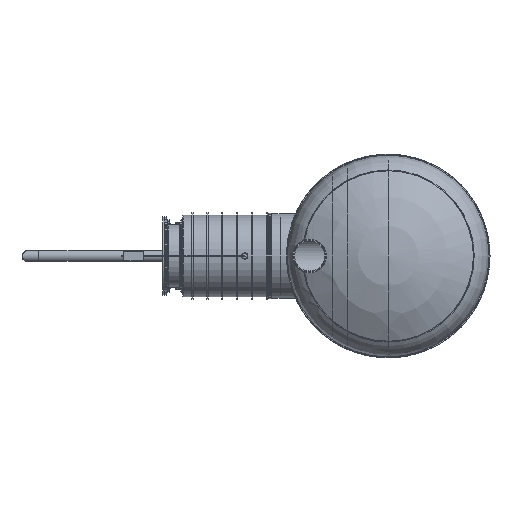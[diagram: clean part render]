
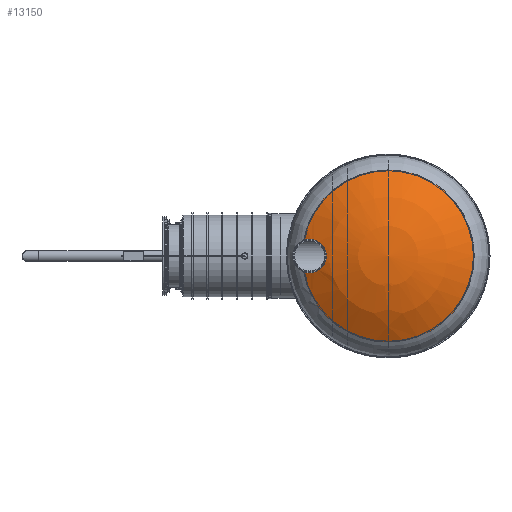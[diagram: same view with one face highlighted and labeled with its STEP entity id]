
A CAD part, left-side view. The second image highlights one B-rep face of the part: STEP entity #13150.
In plain terms, the highlighted spherical face has radius 1615 mm.
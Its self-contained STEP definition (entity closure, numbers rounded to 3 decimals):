
#89=SPHERICAL_SURFACE('',#14853,1615.);
#2358=CIRCLE('',#14852,865.165);
#3228=ORIENTED_EDGE('',*,*,#6540,.F.);
#3229=ORIENTED_EDGE('',*,*,#6542,.T.);
#6540=EDGE_CURVE('',#8222,#8223,#2358,.T.);
#6542=EDGE_CURVE('',#8222,#8223,#9444,.T.);
#8222=VERTEX_POINT('',#21388);
#8223=VERTEX_POINT('',#21389);
#9444=B_SPLINE_CURVE_WITH_KNOTS('',3,(#21421,#21422,#21423,#21424,#21425,
#21426,#21427,#21428,#21429,#21430,#21431,#21432,#21433,#21434,#21435,#21436,
#21437,#21438,#21439,#21440,#21441,#21442,#21443,#21444,#21445,#21446,#21447,
#21448,#21449,#21450,#21451,#21452,#21453,#21454,#21455,#21456,#21457,#21458,
#21459,#21460,#21461,#21462,#21463,#21464,#21465,#21466,#21467,#21468,#21469,
#21470,#21471),.UNSPECIFIED.,.F.,.F.,(4,1,1,1,1,1,1,1,1,1,1,1,1,1,1,1,1,
1,1,1,1,1,1,1,1,1,1,1,1,1,1,1,1,1,1,1,1,1,1,1,1,1,1,1,1,1,1,1,4),(0.,
0.021,0.042,0.063,0.073,
0.084,0.105,0.126,0.136,
0.147,0.157,0.168,0.189,0.21,
0.22,0.231,0.252,0.273,
0.283,0.294,0.314,0.325,
0.335,0.346,0.356,0.367,
0.377,0.388,0.398,0.409,
0.419,0.43,0.44,0.461,
0.482,0.503,0.514,0.524,
0.535,0.545,0.566,0.577,
0.587,0.598,0.608,0.629,
0.65,0.66,0.671),.UNSPECIFIED.);
#9821=EDGE_LOOP('',(#3228,#3229));
#11351=FACE_BOUND('',#9821,.T.);
#13150=ADVANCED_FACE('',(#11351),#89,.T.);
#14852=AXIS2_PLACEMENT_3D('',#21387,#16771,#16772);
#14853=AXIS2_PLACEMENT_3D('',#21420,#16773,#16774);
#16771=DIRECTION('',(0.,0.,-1.));
#16772=DIRECTION('',(-1.,0.,0.));
#16773=DIRECTION('',(0.,0.,-1.));
#16774=DIRECTION('',(-1.,0.,0.));
#21387=CARTESIAN_POINT('',(0.,0.,-251.287));
#21388=CARTESIAN_POINT('',(144.333,853.041,-251.287));
#21389=CARTESIAN_POINT('',(-144.333,853.041,-251.287));
#21420=CARTESIAN_POINT('',(0.,0.,-1615.));
#21421=CARTESIAN_POINT('',(144.333,853.041,-251.287));
#21422=CARTESIAN_POINT('',(146.853,847.272,-247.945));
#21423=CARTESIAN_POINT('',(151.125,835.613,-241.215));
#21424=CARTESIAN_POINT('',(155.388,817.787,-231.002));
#21425=CARTESIAN_POINT('',(157.199,802.651,-222.394));
#21426=CARTESIAN_POINT('',(157.591,790.385,-215.457));
#21427=CARTESIAN_POINT('',(157.254,777.964,-208.459));
#21428=CARTESIAN_POINT('',(155.472,762.648,-199.878));
#21429=CARTESIAN_POINT('',(151.916,747.627,-191.523));
#21430=CARTESIAN_POINT('',(147.978,735.794,-184.975));
#21431=CARTESIAN_POINT('',(144.458,727.005,-180.128));
#21432=CARTESIAN_POINT('',(140.366,718.347,-175.369));
#21433=CARTESIAN_POINT('',(134.249,707.211,-169.268));
#21434=CARTESIAN_POINT('',(125.323,693.958,-162.042));
#21435=CARTESIAN_POINT('',(114.672,681.676,-155.383));
#21436=CARTESIAN_POINT('',(104.97,672.435,-150.393));
#21437=CARTESIAN_POINT('',(94.709,663.847,-145.766));
#21438=CARTESIAN_POINT('',(80.874,654.346,-140.665));
#21439=CARTESIAN_POINT('',(65.655,646.538,-136.49));
#21440=CARTESIAN_POINT('',(52.557,641.403,-133.75));
#21441=CARTESIAN_POINT('',(39.255,637.193,-131.505));
#21442=CARTESIAN_POINT('',(25.569,634.311,-129.972));
#21443=CARTESIAN_POINT('',(11.512,632.8,-129.168));
#21444=CARTESIAN_POINT('',(0.765,632.381,-128.946));
#21445=CARTESIAN_POINT('',(-9.839,632.689,-129.11));
#21446=CARTESIAN_POINT('',(-20.361,633.703,-129.649));
#21447=CARTESIAN_POINT('',(-30.773,635.414,-130.559));
#21448=CARTESIAN_POINT('',(-41.131,637.842,-131.852));
#21449=CARTESIAN_POINT('',(-51.227,640.941,-133.503));
#21450=CARTESIAN_POINT('',(-60.957,644.651,-135.483));
#21451=CARTESIAN_POINT('',(-70.362,648.965,-137.788));
#21452=CARTESIAN_POINT('',(-79.439,653.87,-140.413));
#21453=CARTESIAN_POINT('',(-88.182,659.366,-143.36));
#21454=CARTESIAN_POINT('',(-99.127,667.286,-147.616));
#21455=CARTESIAN_POINT('',(-111.612,678.278,-153.542));
#21456=CARTESIAN_POINT('',(-124.77,693.216,-161.638));
#21457=CARTESIAN_POINT('',(-133.824,706.523,-168.892));
#21458=CARTESIAN_POINT('',(-140.019,717.672,-174.999));
#21459=CARTESIAN_POINT('',(-144.144,726.288,-179.733));
#21460=CARTESIAN_POINT('',(-147.732,735.124,-184.605));
#21461=CARTESIAN_POINT('',(-151.74,746.997,-191.173));
#21462=CARTESIAN_POINT('',(-154.649,759.066,-197.885));
#21463=CARTESIAN_POINT('',(-156.478,771.303,-204.727));
#21464=CARTESIAN_POINT('',(-157.311,780.588,-209.938));
#21465=CARTESIAN_POINT('',(-157.591,789.892,-215.179));
#21466=CARTESIAN_POINT('',(-157.237,802.186,-222.131));
#21467=CARTESIAN_POINT('',(-155.459,817.412,-230.788));
#21468=CARTESIAN_POINT('',(-151.902,832.431,-239.392));
#21469=CARTESIAN_POINT('',(-147.935,844.324,-246.243));
#21470=CARTESIAN_POINT('',(-145.595,850.153,-249.614));
#21471=CARTESIAN_POINT('',(-144.333,853.041,-251.287));
